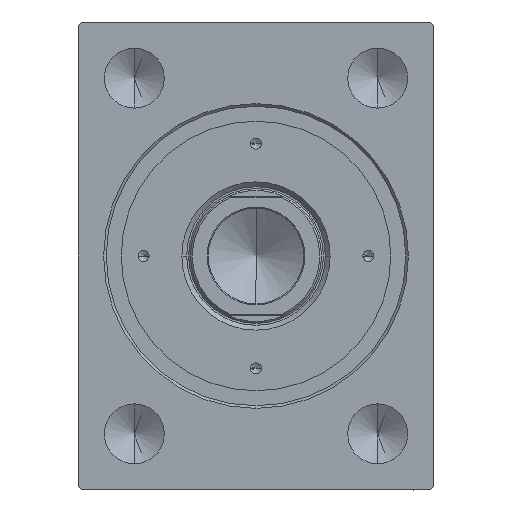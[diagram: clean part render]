
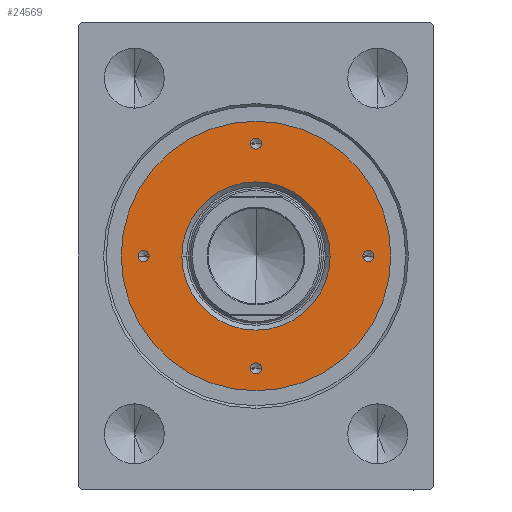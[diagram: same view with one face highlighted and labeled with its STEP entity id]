
A CAD part, left-side view. The second image highlights one B-rep face of the part: STEP entity #24569.
In plain terms, the highlighted face is planar.
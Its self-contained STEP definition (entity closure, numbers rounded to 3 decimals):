
#54 = CIRCLE ( 'NONE', #42657, 1.5 ) ;
#646 = VERTEX_POINT ( 'NONE', #24953 ) ;
#1249 = CARTESIAN_POINT ( 'NONE',  ( -36., 0., 14. ) ) ;
#1617 = CARTESIAN_POINT ( 'NONE',  ( -30., 0., 14. ) ) ;
#1764 = FACE_BOUND ( 'NONE', #30543, .T. ) ;
#1851 = CARTESIAN_POINT ( 'NONE',  ( 30., 0., 14. ) ) ;
#1899 = EDGE_LOOP ( 'NONE', ( #24032, #26299 ) ) ;
#2583 = AXIS2_PLACEMENT_3D ( 'NONE', #15948, #29508, #43085 ) ;
#2875 = AXIS2_PLACEMENT_3D ( 'NONE', #22037, #21822, #15790 ) ;
#2878 = DIRECTION ( 'NONE',  ( 0., 0., -1. ) ) ;
#3684 = DIRECTION ( 'NONE',  ( 1., 0., 0. ) ) ;
#3786 = VERTEX_POINT ( 'NONE', #40951 ) ;
#3856 = CIRCLE ( 'NONE', #28701, 36. ) ;
#4820 = ORIENTED_EDGE ( 'NONE', *, *, #21728, .F. ) ;
#4955 = AXIS2_PLACEMENT_3D ( 'NONE', #35804, #15342, #5767 ) ;
#5767 = DIRECTION ( 'NONE',  ( 1., 0., 0. ) ) ;
#6202 = ORIENTED_EDGE ( 'NONE', *, *, #31111, .T. ) ;
#6417 = VERTEX_POINT ( 'NONE', #35935 ) ;
#7682 = VERTEX_POINT ( 'NONE', #15959 ) ;
#7961 = EDGE_CURVE ( 'NONE', #39174, #36290, #3856, .T. ) ;
#8666 = FACE_OUTER_BOUND ( 'NONE', #31671, .T. ) ;
#9019 = DIRECTION ( 'NONE',  ( 1., 0., 0. ) ) ;
#9055 = DIRECTION ( 'NONE',  ( 0., 0., -1. ) ) ;
#9830 = VERTEX_POINT ( 'NONE', #31989 ) ;
#10194 = DIRECTION ( 'NONE',  ( 0., 0., 1. ) ) ;
#10225 = CARTESIAN_POINT ( 'NONE',  ( 0., 0., 14. ) ) ;
#10604 = CARTESIAN_POINT ( 'NONE',  ( 0., 30., 14. ) ) ;
#10965 = EDGE_CURVE ( 'NONE', #7682, #3786, #37327, .T. ) ;
#11632 = DIRECTION ( 'NONE',  ( 0., 0., 1. ) ) ;
#12383 = CARTESIAN_POINT ( 'NONE',  ( 36., 0., 14. ) ) ;
#12570 = DIRECTION ( 'NONE',  ( 0., 0., 1. ) ) ;
#13630 = AXIS2_PLACEMENT_3D ( 'NONE', #25507, #9055, #39090 ) ;
#14141 = DIRECTION ( 'NONE',  ( 1., 0., 0. ) ) ;
#14171 = CIRCLE ( 'NONE', #16311, 1.5 ) ;
#14236 = CARTESIAN_POINT ( 'NONE',  ( -31.5, 0., 14. ) ) ;
#15342 = DIRECTION ( 'NONE',  ( 0., 0., 1. ) ) ;
#15359 = CARTESIAN_POINT ( 'NONE',  ( 0., 0., 14. ) ) ;
#15739 = EDGE_CURVE ( 'NONE', #17519, #27908, #31748, .T. ) ;
#15790 = DIRECTION ( 'NONE',  ( 1., 0., 0. ) ) ;
#15948 = CARTESIAN_POINT ( 'NONE',  ( 0., 0., 14. ) ) ;
#15959 = CARTESIAN_POINT ( 'NONE',  ( -1.5, 30., 14. ) ) ;
#16210 = ORIENTED_EDGE ( 'NONE', *, *, #7961, .T. ) ;
#16311 = AXIS2_PLACEMENT_3D ( 'NONE', #25233, #28786, #38583 ) ;
#16553 = EDGE_CURVE ( 'NONE', #646, #9830, #35348, .T. ) ;
#17162 = VERTEX_POINT ( 'NONE', #36162 ) ;
#17519 = VERTEX_POINT ( 'NONE', #42391 ) ;
#17692 = DIRECTION ( 'NONE',  ( 0., 0., 1. ) ) ;
#18150 = AXIS2_PLACEMENT_3D ( 'NONE', #35406, #17692, #3684 ) ;
#18593 = EDGE_CURVE ( 'NONE', #27908, #17519, #39753, .T. ) ;
#18700 = EDGE_CURVE ( 'NONE', #20553, #17162, #33360, .T. ) ;
#19396 = VERTEX_POINT ( 'NONE', #29098 ) ;
#20044 = ORIENTED_EDGE ( 'NONE', *, *, #18700, .F. ) ;
#20553 = VERTEX_POINT ( 'NONE', #34986 ) ;
#21330 = EDGE_CURVE ( 'NONE', #3786, #7682, #54, .T. ) ;
#21599 = DIRECTION ( 'NONE',  ( 0., 0., 1. ) ) ;
#21728 = EDGE_CURVE ( 'NONE', #9830, #646, #22064, .T. ) ;
#21822 = DIRECTION ( 'NONE',  ( 0., 0., 1. ) ) ;
#22037 = CARTESIAN_POINT ( 'NONE',  ( 0., -30., 14. ) ) ;
#22064 = CIRCLE ( 'NONE', #2875, 1.5 ) ;
#22791 = ORIENTED_EDGE ( 'NONE', *, *, #36289, .T. ) ;
#23044 = EDGE_CURVE ( 'NONE', #17162, #20553, #14171, .T. ) ;
#23215 = DIRECTION ( 'NONE',  ( 0., 0., 1. ) ) ;
#24032 = ORIENTED_EDGE ( 'NONE', *, *, #15739, .F. ) ;
#24569 = ADVANCED_FACE ( 'NONE', ( #36241, #1764, #25780, #29338, #42917, #8666 ), #42690, .T. ) ;
#24579 = ORIENTED_EDGE ( 'NONE', *, *, #41609, .T. ) ;
#24953 = CARTESIAN_POINT ( 'NONE',  ( -1.5, -30., 14. ) ) ;
#24988 = CIRCLE ( 'NONE', #13630, 19.8 ) ;
#25029 = CIRCLE ( 'NONE', #32882, 19.8 ) ;
#25233 = CARTESIAN_POINT ( 'NONE',  ( 30., 0., 14. ) ) ;
#25507 = CARTESIAN_POINT ( 'NONE',  ( 0., 0., 14. ) ) ;
#25780 = FACE_BOUND ( 'NONE', #30483, .T. ) ;
#25906 = CARTESIAN_POINT ( 'NONE',  ( 0., -30., 14. ) ) ;
#26299 = ORIENTED_EDGE ( 'NONE', *, *, #18593, .F. ) ;
#26915 = ORIENTED_EDGE ( 'NONE', *, *, #10965, .F. ) ;
#27908 = VERTEX_POINT ( 'NONE', #14236 ) ;
#28364 = AXIS2_PLACEMENT_3D ( 'NONE', #37094, #10194, #36871 ) ;
#28395 = ORIENTED_EDGE ( 'NONE', *, *, #16553, .F. ) ;
#28701 = AXIS2_PLACEMENT_3D ( 'NONE', #15359, #21599, #41831 ) ;
#28786 = DIRECTION ( 'NONE',  ( 0., 0., 1. ) ) ;
#29098 = CARTESIAN_POINT ( 'NONE',  ( -19.8, 0., 14. ) ) ;
#29338 = FACE_BOUND ( 'NONE', #33615, .T. ) ;
#29508 = DIRECTION ( 'NONE',  ( 0., 0., 1. ) ) ;
#30483 = EDGE_LOOP ( 'NONE', ( #20044, #37400 ) ) ;
#30543 = EDGE_LOOP ( 'NONE', ( #34656, #26915 ) ) ;
#31111 = EDGE_CURVE ( 'NONE', #6417, #19396, #25029, .T. ) ;
#31671 = EDGE_LOOP ( 'NONE', ( #16210, #24579 ) ) ;
#31748 = CIRCLE ( 'NONE', #37452, 1.5 ) ;
#31780 = AXIS2_PLACEMENT_3D ( 'NONE', #25906, #12570, #9019 ) ;
#31989 = CARTESIAN_POINT ( 'NONE',  ( 1.5, -30., 14. ) ) ;
#32882 = AXIS2_PLACEMENT_3D ( 'NONE', #10225, #2878, #40923 ) ;
#33360 = CIRCLE ( 'NONE', #36914, 1.5 ) ;
#33615 = EDGE_LOOP ( 'NONE', ( #4820, #28395 ) ) ;
#33735 = DIRECTION ( 'NONE',  ( 0., 0., 1. ) ) ;
#34656 = ORIENTED_EDGE ( 'NONE', *, *, #21330, .F. ) ;
#34986 = CARTESIAN_POINT ( 'NONE',  ( 31.5, 0., 14. ) ) ;
#35348 = CIRCLE ( 'NONE', #31780, 1.5 ) ;
#35406 = CARTESIAN_POINT ( 'NONE',  ( 0., 30., 14. ) ) ;
#35804 = CARTESIAN_POINT ( 'NONE',  ( 0., 0., 14. ) ) ;
#35935 = CARTESIAN_POINT ( 'NONE',  ( 19.8, 0., 14. ) ) ;
#36162 = CARTESIAN_POINT ( 'NONE',  ( 28.5, 0., 14. ) ) ;
#36241 = FACE_BOUND ( 'NONE', #1899, .T. ) ;
#36289 = EDGE_CURVE ( 'NONE', #19396, #6417, #24988, .T. ) ;
#36290 = VERTEX_POINT ( 'NONE', #12383 ) ;
#36871 = DIRECTION ( 'NONE',  ( 1., 0., 0. ) ) ;
#36914 = AXIS2_PLACEMENT_3D ( 'NONE', #1851, #23215, #43226 ) ;
#37094 = CARTESIAN_POINT ( 'NONE',  ( -30., 0., 14. ) ) ;
#37327 = CIRCLE ( 'NONE', #18150, 1.5 ) ;
#37400 = ORIENTED_EDGE ( 'NONE', *, *, #23044, .F. ) ;
#37452 = AXIS2_PLACEMENT_3D ( 'NONE', #1617, #11632, #41238 ) ;
#38583 = DIRECTION ( 'NONE',  ( 1., 0., 0. ) ) ;
#39090 = DIRECTION ( 'NONE',  ( 1., 0., 0. ) ) ;
#39174 = VERTEX_POINT ( 'NONE', #1249 ) ;
#39523 = CIRCLE ( 'NONE', #2583, 36. ) ;
#39753 = CIRCLE ( 'NONE', #28364, 1.5 ) ;
#40923 = DIRECTION ( 'NONE',  ( 1., 0., 0. ) ) ;
#40951 = CARTESIAN_POINT ( 'NONE',  ( 1.5, 30., 14. ) ) ;
#41238 = DIRECTION ( 'NONE',  ( 1., 0., 0. ) ) ;
#41609 = EDGE_CURVE ( 'NONE', #36290, #39174, #39523, .T. ) ;
#41831 = DIRECTION ( 'NONE',  ( 1., 0., 0. ) ) ;
#42372 = EDGE_LOOP ( 'NONE', ( #6202, #22791 ) ) ;
#42391 = CARTESIAN_POINT ( 'NONE',  ( -28.5, 0., 14. ) ) ;
#42657 = AXIS2_PLACEMENT_3D ( 'NONE', #10604, #33735, #14141 ) ;
#42690 = PLANE ( 'NONE',  #4955 ) ;
#42917 = FACE_BOUND ( 'NONE', #42372, .T. ) ;
#43085 = DIRECTION ( 'NONE',  ( 1., 0., 0. ) ) ;
#43226 = DIRECTION ( 'NONE',  ( 1., 0., 0. ) ) ;
